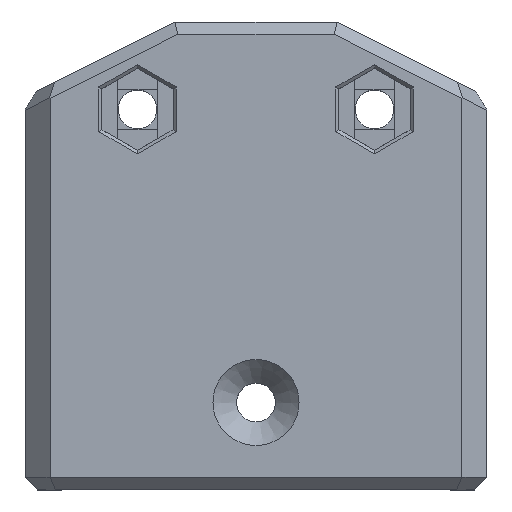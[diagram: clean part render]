
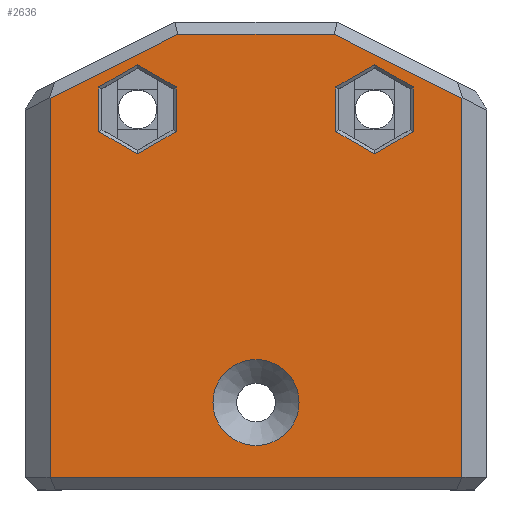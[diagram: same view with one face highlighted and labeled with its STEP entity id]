
A CAD part, top view. The second image highlights one B-rep face of the part: STEP entity #2636.
In plain terms, the highlighted planar face has unit normal (0, 0, 1).
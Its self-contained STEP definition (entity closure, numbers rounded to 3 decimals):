
#17=FACE_BOUND('',#351,.T.);
#18=FACE_BOUND('',#352,.T.);
#19=FACE_BOUND('',#353,.T.);
#37=PLANE('',#2822);
#198=FACE_OUTER_BOUND('',#350,.T.);
#350=EDGE_LOOP('',(#2009,#2010,#2011,#2012,#2013,#2014));
#351=EDGE_LOOP('',(#2015,#2016,#2017,#2018,#2019,#2020));
#352=EDGE_LOOP('',(#2021,#2022,#2023,#2024,#2025,#2026));
#353=EDGE_LOOP('',(#2027));
#591=LINE('',#3949,#946);
#592=LINE('',#3951,#947);
#593=LINE('',#3953,#948);
#594=LINE('',#3955,#949);
#595=LINE('',#3957,#950);
#596=LINE('',#3958,#951);
#597=LINE('',#3961,#952);
#598=LINE('',#3963,#953);
#599=LINE('',#3965,#954);
#600=LINE('',#3967,#955);
#601=LINE('',#3969,#956);
#602=LINE('',#3970,#957);
#603=LINE('',#3973,#958);
#604=LINE('',#3975,#959);
#605=LINE('',#3977,#960);
#606=LINE('',#3979,#961);
#607=LINE('',#3981,#962);
#608=LINE('',#3982,#963);
#946=VECTOR('',#3157,1000.);
#947=VECTOR('',#3158,1000.);
#948=VECTOR('',#3159,1000.);
#949=VECTOR('',#3160,1000.);
#950=VECTOR('',#3161,1000.);
#951=VECTOR('',#3162,1000.);
#952=VECTOR('',#3163,1000.);
#953=VECTOR('',#3164,1000.);
#954=VECTOR('',#3165,1000.);
#955=VECTOR('',#3166,1000.);
#956=VECTOR('',#3167,1000.);
#957=VECTOR('',#3168,1000.);
#958=VECTOR('',#3169,1000.);
#959=VECTOR('',#3170,1000.);
#960=VECTOR('',#3171,1000.);
#961=VECTOR('',#3172,1000.);
#962=VECTOR('',#3173,1000.);
#963=VECTOR('',#3174,1000.);
#1206=CIRCLE('',#2798,3.45);
#1235=VERTEX_POINT('',#3722);
#1330=VERTEX_POINT('',#3947);
#1331=VERTEX_POINT('',#3948);
#1332=VERTEX_POINT('',#3950);
#1333=VERTEX_POINT('',#3952);
#1334=VERTEX_POINT('',#3954);
#1335=VERTEX_POINT('',#3956);
#1336=VERTEX_POINT('',#3959);
#1337=VERTEX_POINT('',#3960);
#1338=VERTEX_POINT('',#3962);
#1339=VERTEX_POINT('',#3964);
#1340=VERTEX_POINT('',#3966);
#1341=VERTEX_POINT('',#3968);
#1342=VERTEX_POINT('',#3971);
#1343=VERTEX_POINT('',#3972);
#1344=VERTEX_POINT('',#3974);
#1345=VERTEX_POINT('',#3976);
#1346=VERTEX_POINT('',#3978);
#1347=VERTEX_POINT('',#3980);
#1480=EDGE_CURVE('',#1235,#1235,#1206,.T.);
#1590=EDGE_CURVE('',#1330,#1331,#591,.T.);
#1591=EDGE_CURVE('',#1331,#1332,#592,.T.);
#1592=EDGE_CURVE('',#1332,#1333,#593,.T.);
#1593=EDGE_CURVE('',#1333,#1334,#594,.T.);
#1594=EDGE_CURVE('',#1334,#1335,#595,.T.);
#1595=EDGE_CURVE('',#1335,#1330,#596,.T.);
#1596=EDGE_CURVE('',#1336,#1337,#597,.T.);
#1597=EDGE_CURVE('',#1337,#1338,#598,.T.);
#1598=EDGE_CURVE('',#1338,#1339,#599,.T.);
#1599=EDGE_CURVE('',#1339,#1340,#600,.T.);
#1600=EDGE_CURVE('',#1340,#1341,#601,.T.);
#1601=EDGE_CURVE('',#1341,#1336,#602,.T.);
#1602=EDGE_CURVE('',#1342,#1343,#603,.T.);
#1603=EDGE_CURVE('',#1343,#1344,#604,.T.);
#1604=EDGE_CURVE('',#1344,#1345,#605,.T.);
#1605=EDGE_CURVE('',#1345,#1346,#606,.T.);
#1606=EDGE_CURVE('',#1346,#1347,#607,.T.);
#1607=EDGE_CURVE('',#1347,#1342,#608,.T.);
#2009=ORIENTED_EDGE('',*,*,#1590,.T.);
#2010=ORIENTED_EDGE('',*,*,#1591,.T.);
#2011=ORIENTED_EDGE('',*,*,#1592,.T.);
#2012=ORIENTED_EDGE('',*,*,#1593,.T.);
#2013=ORIENTED_EDGE('',*,*,#1594,.T.);
#2014=ORIENTED_EDGE('',*,*,#1595,.T.);
#2015=ORIENTED_EDGE('',*,*,#1596,.T.);
#2016=ORIENTED_EDGE('',*,*,#1597,.T.);
#2017=ORIENTED_EDGE('',*,*,#1598,.T.);
#2018=ORIENTED_EDGE('',*,*,#1599,.T.);
#2019=ORIENTED_EDGE('',*,*,#1600,.T.);
#2020=ORIENTED_EDGE('',*,*,#1601,.T.);
#2021=ORIENTED_EDGE('',*,*,#1602,.T.);
#2022=ORIENTED_EDGE('',*,*,#1603,.T.);
#2023=ORIENTED_EDGE('',*,*,#1604,.T.);
#2024=ORIENTED_EDGE('',*,*,#1605,.T.);
#2025=ORIENTED_EDGE('',*,*,#1606,.T.);
#2026=ORIENTED_EDGE('',*,*,#1607,.T.);
#2027=ORIENTED_EDGE('',*,*,#1480,.T.);
#2636=ADVANCED_FACE('',(#198,#17,#18,#19),#37,.F.);
#2798=AXIS2_PLACEMENT_3D('',#3724,#3003,#3004);
#2822=AXIS2_PLACEMENT_3D('',#3946,#3155,#3156);
#3003=DIRECTION('center_axis',(0.,0.,-1.));
#3004=DIRECTION('ref_axis',(-1.,0.,0.));
#3155=DIRECTION('center_axis',(0.,0.,-1.));
#3156=DIRECTION('ref_axis',(-1.,0.,0.));
#3157=DIRECTION('',(0.,-1.,0.));
#3158=DIRECTION('',(1.,0.,0.));
#3159=DIRECTION('',(0.,1.,0.));
#3160=DIRECTION('',(-0.894,0.447,0.));
#3161=DIRECTION('',(-1.,0.,0.));
#3162=DIRECTION('',(-0.894,-0.447,0.));
#3163=DIRECTION('',(0.866,-0.5,0.));
#3164=DIRECTION('',(0.,-1.,0.));
#3165=DIRECTION('',(-0.866,-0.5,0.));
#3166=DIRECTION('',(-0.866,0.5,0.));
#3167=DIRECTION('',(0.,1.,0.));
#3168=DIRECTION('',(0.866,0.5,0.));
#3169=DIRECTION('',(0.866,0.5,0.));
#3170=DIRECTION('',(0.866,-0.5,0.));
#3171=DIRECTION('',(0.,-1.,0.));
#3172=DIRECTION('',(-0.866,-0.5,0.));
#3173=DIRECTION('',(-0.866,0.5,0.));
#3174=DIRECTION('',(0.,1.,0.));
#3722=CARTESIAN_POINT('',(-22.45,-36.041,63.5));
#3724=CARTESIAN_POINT('Origin',(-19.,-36.041,63.5));
#3946=CARTESIAN_POINT('Origin',(-4.45,-43.041,63.5));
#3947=CARTESIAN_POINT('',(-35.5,-11.659,63.5));
#3948=CARTESIAN_POINT('',(-35.5,-42.041,63.5));
#3949=CARTESIAN_POINT('',(-35.5,-43.041,63.5));
#3950=CARTESIAN_POINT('',(-2.5,-42.041,63.5));
#3951=CARTESIAN_POINT('',(-4.45,-42.041,63.5));
#3952=CARTESIAN_POINT('',(-2.5,-11.659,63.5));
#3953=CARTESIAN_POINT('',(-2.5,-7.041,63.5));
#3954=CARTESIAN_POINT('',(-12.736,-6.541,63.5));
#3955=CARTESIAN_POINT('',(-12.947,-6.436,63.5));
#3956=CARTESIAN_POINT('',(-25.264,-6.541,63.5));
#3957=CARTESIAN_POINT('',(-4.45,-6.541,63.5));
#3958=CARTESIAN_POINT('',(-23.213,-5.516,63.5));
#3959=CARTESIAN_POINT('',(-9.5,-8.962,63.5));
#3960=CARTESIAN_POINT('',(-6.4,-10.752,63.5));
#3961=CARTESIAN_POINT('',(-6.525,-10.679,63.5));
#3962=CARTESIAN_POINT('',(-6.4,-14.331,63.5));
#3963=CARTESIAN_POINT('',(-6.4,-14.187,63.5));
#3964=CARTESIAN_POINT('',(-9.5,-16.121,63.5));
#3965=CARTESIAN_POINT('',(-9.375,-16.049,63.5));
#3966=CARTESIAN_POINT('',(-12.6,-14.331,63.5));
#3967=CARTESIAN_POINT('',(-12.475,-14.403,63.5));
#3968=CARTESIAN_POINT('',(-12.6,-10.752,63.5));
#3969=CARTESIAN_POINT('',(-12.6,-10.896,63.5));
#3970=CARTESIAN_POINT('',(-9.625,-9.034,63.5));
#3971=CARTESIAN_POINT('',(-31.6,-10.752,63.5));
#3972=CARTESIAN_POINT('',(-28.5,-8.962,63.5));
#3973=CARTESIAN_POINT('',(-28.625,-9.034,63.5));
#3974=CARTESIAN_POINT('',(-25.4,-10.752,63.5));
#3975=CARTESIAN_POINT('',(-25.525,-10.679,63.5));
#3976=CARTESIAN_POINT('',(-25.4,-14.331,63.5));
#3977=CARTESIAN_POINT('',(-25.4,-14.187,63.5));
#3978=CARTESIAN_POINT('',(-28.5,-16.121,63.5));
#3979=CARTESIAN_POINT('',(-28.375,-16.049,63.5));
#3980=CARTESIAN_POINT('',(-31.6,-14.331,63.5));
#3981=CARTESIAN_POINT('',(-31.475,-14.403,63.5));
#3982=CARTESIAN_POINT('',(-31.6,-10.896,63.5));
